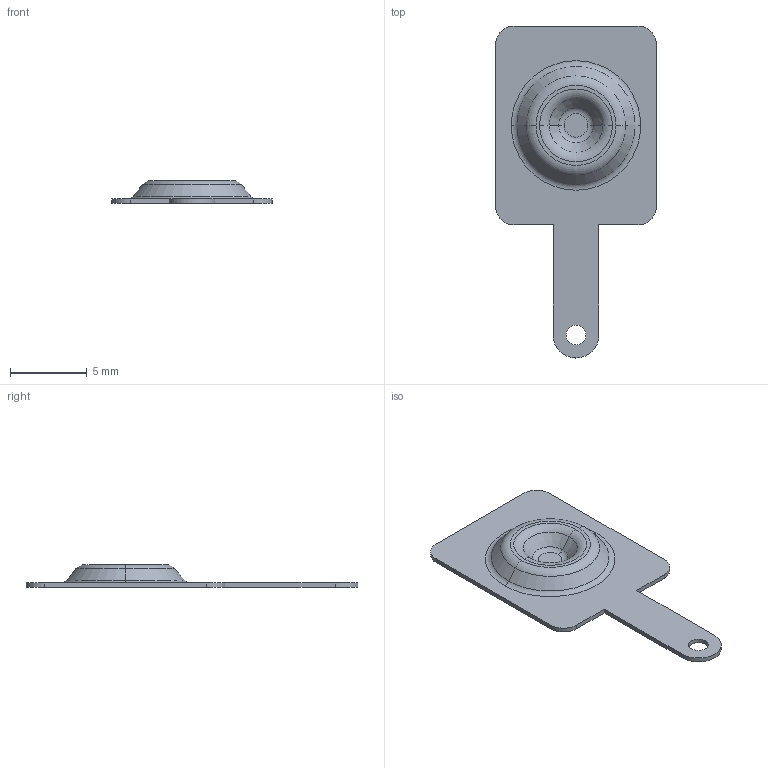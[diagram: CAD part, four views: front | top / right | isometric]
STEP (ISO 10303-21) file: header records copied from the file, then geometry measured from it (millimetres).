
FILE_DESCRIPTION (( 'STEP AP214' ), '1' );
FILE_NAME ('SN-T5-2.STEP', '2020-02-07T06:57:06', ( '' ), ( '' ), 'SwSTEP 2.0', 'SolidWorks 2017', '' );
FILE_SCHEMA (( 'AUTOMOTIVE_DESIGN' ));
Length unit declared in the file: millimetre
Products named in the file (1): SN-T5-2
Bounding box: 10.5 x 21.7 x 1.5 mm (x, y, z)
Volume: 52.3 mm3; surface area: 367.9 mm2
Topology: 1 solids, 1 shells, 44 faces, 98 edges, 60 vertices
Faces by surface type: torus 16, plane 13, cone 8, cylinder 7
Entity records: 1274 total; most frequent: DIRECTION 250, CARTESIAN_POINT 203, ORIENTED_EDGE 196, AXIS2_PLACEMENT_3D 107, EDGE_CURVE 98, CIRCLE 62, VERTEX_POINT 60, EDGE_LOOP 50
